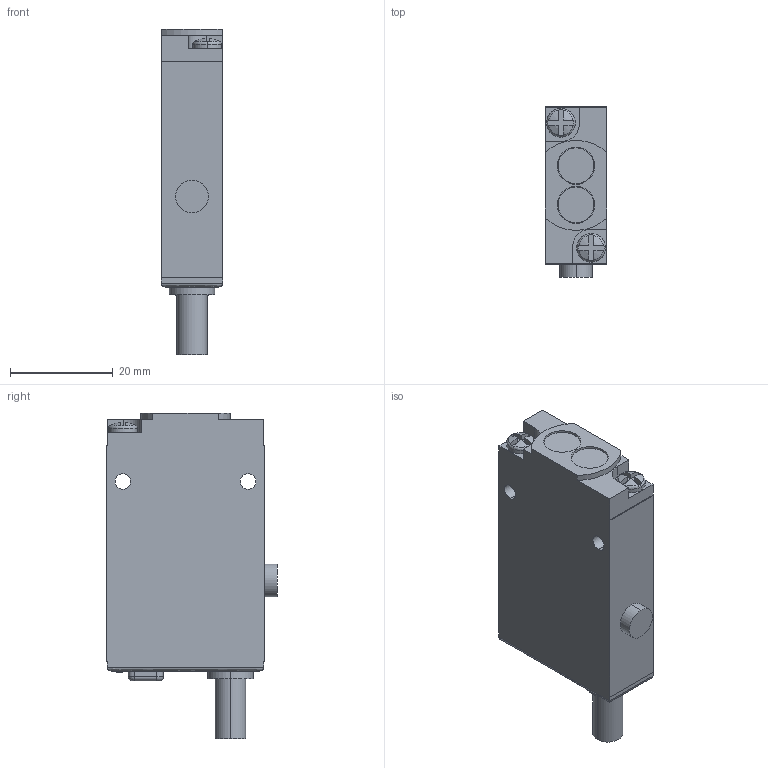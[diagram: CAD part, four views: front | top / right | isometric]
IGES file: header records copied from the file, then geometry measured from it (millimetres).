
Start section:  PTC IGES file: 154497.igs
Global section: file name: 154497.igs; native system: Pro/ENGINEER by Parametric Technology Corporation; preprocessor: 2009141; author: banengservice; organization: Unknown; date: 20110110.140348; units: inch
Bounding box: 11.99 x 33.27 x 63.38 mm (x, y, z)
Volume: 7347.9 mm3; surface area: 11879.9 mm2
Topology: 3 solids, 5 shells, 541 faces, 1429 edges, 928 vertices
Faces by surface type: bspline 355, revolution 186
